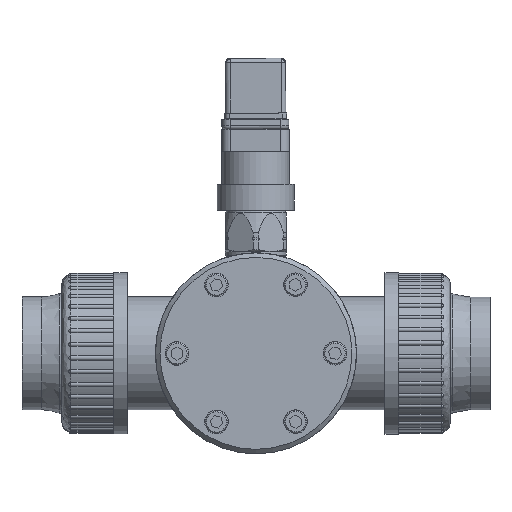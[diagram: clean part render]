
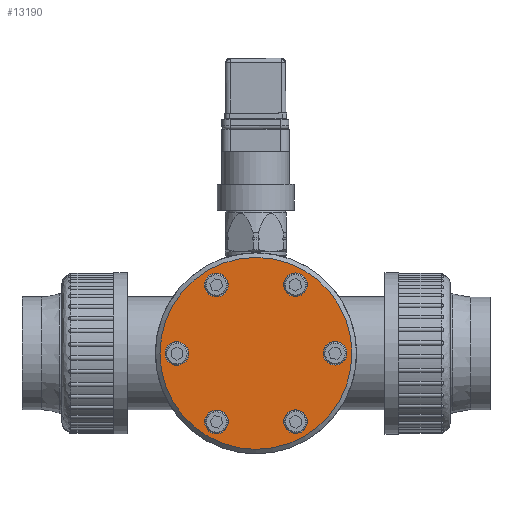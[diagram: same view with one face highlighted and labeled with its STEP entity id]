
A CAD part, front view. The second image highlights one B-rep face of the part: STEP entity #13190.
In plain terms, the highlighted planar face has unit normal (0, -1, 0).
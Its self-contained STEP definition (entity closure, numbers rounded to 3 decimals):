
#262 = CARTESIAN_POINT ( 'NONE',  ( 35., 0., -5.25 ) ) ;
#498 = DIRECTION ( 'NONE',  ( 0., 0., -1. ) ) ;
#1196 = EDGE_CURVE ( 'NONE', #12216, #12216, #17078, .T. ) ;
#1476 = CIRCLE ( 'NONE', #20244, 5.25 ) ;
#1692 = CIRCLE ( 'NONE', #10900, 5.25 ) ;
#1724 = EDGE_LOOP ( 'NONE', ( #19176 ) ) ;
#1777 = CARTESIAN_POINT ( 'NONE',  ( 0., 0., 0. ) ) ;
#2180 = CARTESIAN_POINT ( 'NONE',  ( -17.5, 0., 25.061 ) ) ;
#2327 = EDGE_CURVE ( 'NONE', #18921, #18921, #3279, .T. ) ;
#2354 = CARTESIAN_POINT ( 'NONE',  ( 35., 0., 0. ) ) ;
#2408 = AXIS2_PLACEMENT_3D ( 'NONE', #19151, #6897, #10071 ) ;
#2445 = ORIENTED_EDGE ( 'NONE', *, *, #5148, .F. ) ;
#3279 = CIRCLE ( 'NONE', #20076, 42.5 ) ;
#3282 = EDGE_CURVE ( 'NONE', #18617, #18617, #1692, .T. ) ;
#3301 = FACE_BOUND ( 'NONE', #1724, .T. ) ;
#3595 = FACE_BOUND ( 'NONE', #18487, .T. ) ;
#3971 = CIRCLE ( 'NONE', #7963, 5.25 ) ;
#3992 = DIRECTION ( 'NONE',  ( 0., 0., -1. ) ) ;
#3994 = EDGE_LOOP ( 'NONE', ( #2445 ) ) ;
#5003 = CARTESIAN_POINT ( 'NONE',  ( 17.5, 0., -35.561 ) ) ;
#5030 = CARTESIAN_POINT ( 'NONE',  ( -17.5, 0., -30.311 ) ) ;
#5046 = CIRCLE ( 'NONE', #2408, 5.25 ) ;
#5148 = EDGE_CURVE ( 'NONE', #11479, #11479, #3971, .T. ) ;
#5259 = FACE_OUTER_BOUND ( 'NONE', #17755, .T. ) ;
#5602 = ORIENTED_EDGE ( 'NONE', *, *, #2327, .T. ) ;
#6150 = CARTESIAN_POINT ( 'NONE',  ( 17.5, 0., -30.311 ) ) ;
#6160 = CARTESIAN_POINT ( 'NONE',  ( 0., 0., 42.5 ) ) ;
#6167 = CARTESIAN_POINT ( 'NONE',  ( -35., 0., 0. ) ) ;
#6265 = DIRECTION ( 'NONE',  ( 0., -1., 0. ) ) ;
#6529 = VERTEX_POINT ( 'NONE', #13106 ) ;
#6734 = VERTEX_POINT ( 'NONE', #2180 ) ;
#6824 = DIRECTION ( 'NONE',  ( 0., 1., 0. ) ) ;
#6897 = DIRECTION ( 'NONE',  ( 0., -1., 0. ) ) ;
#7455 = ORIENTED_EDGE ( 'NONE', *, *, #1196, .F. ) ;
#7464 = FACE_BOUND ( 'NONE', #7740, .T. ) ;
#7687 = EDGE_LOOP ( 'NONE', ( #13664 ) ) ;
#7740 = EDGE_LOOP ( 'NONE', ( #7455 ) ) ;
#7907 = CARTESIAN_POINT ( 'NONE',  ( -35., 0., -5.25 ) ) ;
#7963 = AXIS2_PLACEMENT_3D ( 'NONE', #2354, #8760, #3992 ) ;
#8268 = PLANE ( 'NONE',  #19955 ) ;
#8347 = EDGE_CURVE ( 'NONE', #16024, #16024, #1476, .T. ) ;
#8365 = FACE_BOUND ( 'NONE', #7687, .T. ) ;
#8760 = DIRECTION ( 'NONE',  ( 0., -1., 0. ) ) ;
#8986 = CIRCLE ( 'NONE', #14231, 5.25 ) ;
#9192 = AXIS2_PLACEMENT_3D ( 'NONE', #6167, #6265, #9353 ) ;
#9353 = DIRECTION ( 'NONE',  ( 0., 0., -1. ) ) ;
#9429 = DIRECTION ( 'NONE',  ( 0., -1., 0. ) ) ;
#9861 = DIRECTION ( 'NONE',  ( 0., -1., 0. ) ) ;
#10071 = DIRECTION ( 'NONE',  ( 0., 0., -1. ) ) ;
#10625 = ORIENTED_EDGE ( 'NONE', *, *, #19200, .F. ) ;
#10900 = AXIS2_PLACEMENT_3D ( 'NONE', #10966, #9429, #15715 ) ;
#10966 = CARTESIAN_POINT ( 'NONE',  ( 17.5, 0., 30.311 ) ) ;
#11230 = FACE_BOUND ( 'NONE', #3994, .T. ) ;
#11479 = VERTEX_POINT ( 'NONE', #262 ) ;
#12216 = VERTEX_POINT ( 'NONE', #7907 ) ;
#12285 = DIRECTION ( 'NONE',  ( 0., -1., 0. ) ) ;
#12507 = ORIENTED_EDGE ( 'NONE', *, *, #20168, .F. ) ;
#13092 = DIRECTION ( 'NONE',  ( 0., 0., 1. ) ) ;
#13106 = CARTESIAN_POINT ( 'NONE',  ( -17.5, 0., -35.561 ) ) ;
#13190 = ADVANCED_FACE ( 'NONE', ( #7464, #13723, #3301, #11230, #8365, #3595, #5259 ), #8268, .F. ) ;
#13664 = ORIENTED_EDGE ( 'NONE', *, *, #3282, .F. ) ;
#13723 = FACE_BOUND ( 'NONE', #14812, .T. ) ;
#14231 = AXIS2_PLACEMENT_3D ( 'NONE', #5030, #9861, #498 ) ;
#14264 = DIRECTION ( 'NONE',  ( 0., 0., -1. ) ) ;
#14812 = EDGE_LOOP ( 'NONE', ( #10625 ) ) ;
#15715 = DIRECTION ( 'NONE',  ( 0., 0., -1. ) ) ;
#16024 = VERTEX_POINT ( 'NONE', #5003 ) ;
#17078 = CIRCLE ( 'NONE', #9192, 5.25 ) ;
#17531 = CARTESIAN_POINT ( 'NONE',  ( 0., 0., 0. ) ) ;
#17755 = EDGE_LOOP ( 'NONE', ( #5602 ) ) ;
#18487 = EDGE_LOOP ( 'NONE', ( #12507 ) ) ;
#18617 = VERTEX_POINT ( 'NONE', #20071 ) ;
#18703 = DIRECTION ( 'NONE',  ( 0., -1., 0. ) ) ;
#18785 = DIRECTION ( 'NONE',  ( 0., 0., 1. ) ) ;
#18921 = VERTEX_POINT ( 'NONE', #6160 ) ;
#19151 = CARTESIAN_POINT ( 'NONE',  ( -17.5, 0., 30.311 ) ) ;
#19176 = ORIENTED_EDGE ( 'NONE', *, *, #8347, .F. ) ;
#19200 = EDGE_CURVE ( 'NONE', #6529, #6529, #8986, .T. ) ;
#19955 = AXIS2_PLACEMENT_3D ( 'NONE', #17531, #6824, #13092 ) ;
#20071 = CARTESIAN_POINT ( 'NONE',  ( 17.5, 0., 25.061 ) ) ;
#20076 = AXIS2_PLACEMENT_3D ( 'NONE', #1777, #12285, #18785 ) ;
#20168 = EDGE_CURVE ( 'NONE', #6734, #6734, #5046, .T. ) ;
#20244 = AXIS2_PLACEMENT_3D ( 'NONE', #6150, #18703, #14264 ) ;
